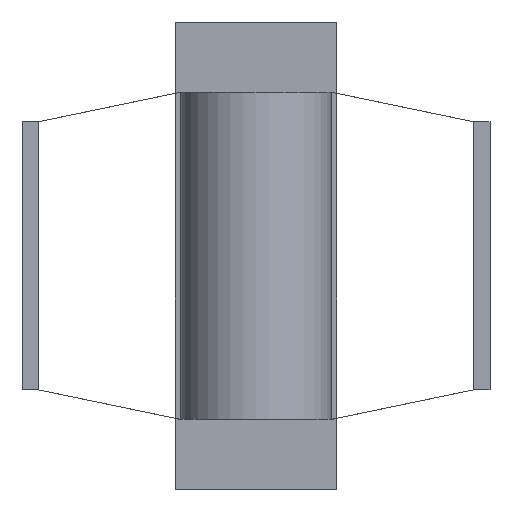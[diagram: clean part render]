
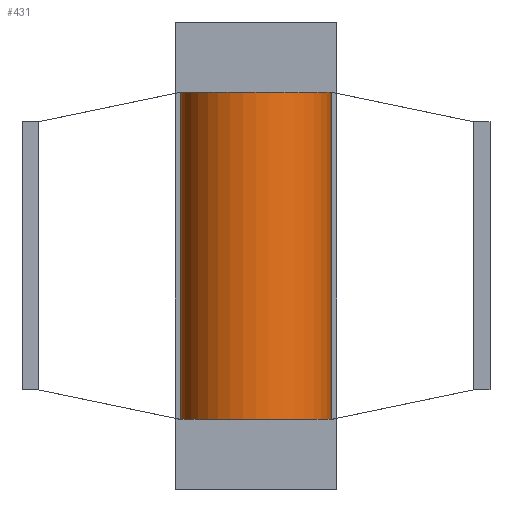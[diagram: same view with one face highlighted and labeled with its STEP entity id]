
A CAD part, top view. The second image highlights one B-rep face of the part: STEP entity #431.
In plain terms, the highlighted cylindrical face has radius 35 mm (diameter 70 mm), a full revolution.
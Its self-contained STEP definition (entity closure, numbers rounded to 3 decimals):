
#61=FACE_OUTER_BOUND('',#88,.T.);
#88=EDGE_LOOP('',(#333,#334,#335,#336));
#114=LINE('',#631,#168);
#168=VECTOR('',#519,35.);
#223=CIRCLE('',#476,35.);
#224=CIRCLE('',#478,35.);
#227=VERTEX_POINT('',#626);
#228=VERTEX_POINT('',#629);
#272=EDGE_CURVE('',#227,#227,#223,.T.);
#273=EDGE_CURVE('',#228,#228,#224,.T.);
#274=EDGE_CURVE('',#228,#227,#114,.T.);
#333=ORIENTED_EDGE('',*,*,#273,.F.);
#334=ORIENTED_EDGE('',*,*,#274,.T.);
#335=ORIENTED_EDGE('',*,*,#272,.T.);
#336=ORIENTED_EDGE('',*,*,#274,.F.);
#428=CYLINDRICAL_SURFACE('',#477,35.);
#431=ADVANCED_FACE('',(#61),#428,.T.);
#476=AXIS2_PLACEMENT_3D('',#627,#513,#514);
#477=AXIS2_PLACEMENT_3D('',#628,#515,#516);
#478=AXIS2_PLACEMENT_3D('',#630,#517,#518);
#513=DIRECTION('center_axis',(0.,-1.,0.));
#514=DIRECTION('ref_axis',(1.,0.,0.));
#515=DIRECTION('center_axis',(0.,-1.,0.));
#516=DIRECTION('ref_axis',(1.,0.,0.));
#517=DIRECTION('center_axis',(0.,-1.,0.));
#518=DIRECTION('ref_axis',(1.,0.,0.));
#519=DIRECTION('',(0.,1.,0.));
#626=CARTESIAN_POINT('',(-35.,75.955,0.));
#627=CARTESIAN_POINT('Origin',(0.,75.955,0.));
#628=CARTESIAN_POINT('Origin',(0.,0.,0.));
#629=CARTESIAN_POINT('',(-35.,-75.955,0.));
#630=CARTESIAN_POINT('Origin',(0.,-75.955,0.));
#631=CARTESIAN_POINT('',(-35.,0.,0.));
